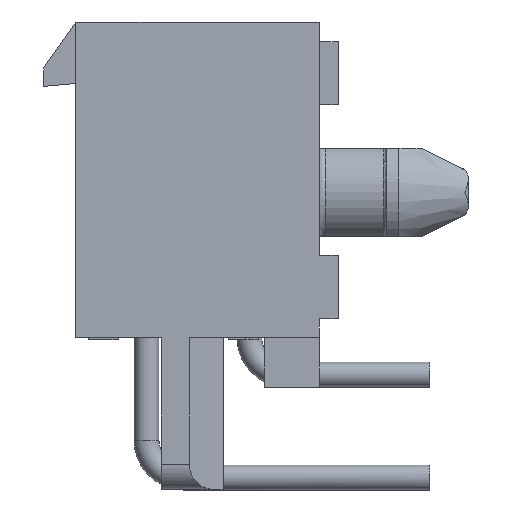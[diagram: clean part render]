
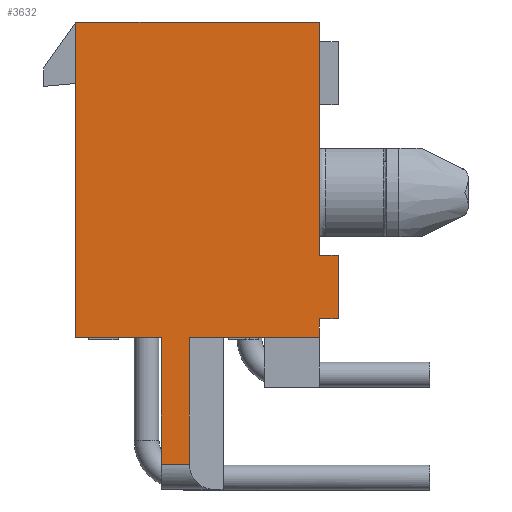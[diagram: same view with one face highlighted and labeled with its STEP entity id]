
A CAD part, left-side view. The second image highlights one B-rep face of the part: STEP entity #3632.
In plain terms, the highlighted planar face has unit normal (-1, 0, 0).
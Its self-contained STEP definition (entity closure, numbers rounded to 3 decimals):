
#150=DIRECTION('',(0.,1.,0.));
#151=VECTOR('',#150,9.804);
#152=CARTESIAN_POINT('',(-6.998,-4.902,0.));
#153=LINE('',#152,#151);
#302=DIRECTION('',(0.,0.,-1.));
#303=VECTOR('',#302,12.7);
#304=CARTESIAN_POINT('',(-6.998,4.902,0.));
#305=LINE('',#304,#303);
#368=DIRECTION('',(0.,1.,0.));
#369=VECTOR('',#368,1.13);
#370=CARTESIAN_POINT('',(-6.998,0.33,-17.805));
#371=LINE('',#370,#369);
#372=DIRECTION('',(0.,0.,1.));
#373=VECTOR('',#372,5.105);
#374=CARTESIAN_POINT('',(-6.998,1.461,-17.805));
#375=LINE('',#374,#373);
#376=DIRECTION('',(0.,-1.,0.));
#377=VECTOR('',#376,3.442);
#378=CARTESIAN_POINT('',(-6.998,4.902,-12.7));
#379=LINE('',#378,#377);
#380=DIRECTION('',(0.,0.,-1.));
#381=VECTOR('',#380,9.398);
#382=CARTESIAN_POINT('',(-6.998,-4.902,0.));
#383=LINE('',#382,#381);
#384=DIRECTION('',(0.,-1.,0.));
#385=VECTOR('',#384,0.762);
#386=CARTESIAN_POINT('',(-6.998,-4.902,-9.398));
#387=LINE('',#386,#385);
#388=DIRECTION('',(0.,0.,-1.));
#389=VECTOR('',#388,0.762);
#390=CARTESIAN_POINT('',(-6.998,-4.902,-11.938));
#391=LINE('',#390,#389);
#392=DIRECTION('',(0.,0.,1.));
#393=VECTOR('',#392,5.105);
#394=CARTESIAN_POINT('',(-6.998,0.33,-17.805));
#395=LINE('',#394,#393);
#741=DIRECTION('',(0.,-1.,0.));
#742=VECTOR('',#741,5.232);
#743=CARTESIAN_POINT('',(-6.998,0.33,-12.7));
#744=LINE('',#743,#742);
#1029=DIRECTION('',(0.,0.,-1.));
#1030=VECTOR('',#1029,2.54);
#1031=CARTESIAN_POINT('',(-6.998,-5.664,-9.398));
#1032=LINE('',#1031,#1030);
#1089=DIRECTION('',(0.,-1.,0.));
#1090=VECTOR('',#1089,0.762);
#1091=CARTESIAN_POINT('',(-6.998,-4.902,-11.938));
#1092=LINE('',#1091,#1090);
#2834=CARTESIAN_POINT('',(-6.998,-4.902,0.));
#2836=VERTEX_POINT('',#2834);
#2837=CARTESIAN_POINT('',(-6.998,4.902,0.));
#2838=VERTEX_POINT('',#2837);
#2857=CARTESIAN_POINT('',(-6.998,4.902,-12.7));
#2858=CARTESIAN_POINT('',(-6.998,1.461,-12.7));
#2859=VERTEX_POINT('',#2857);
#2860=VERTEX_POINT('',#2858);
#2886=CARTESIAN_POINT('',(-6.998,-4.902,-12.7));
#2888=VERTEX_POINT('',#2886);
#2893=CARTESIAN_POINT('',(-6.998,-5.664,-11.938));
#2895=VERTEX_POINT('',#2893);
#2899=CARTESIAN_POINT('',(-6.998,-5.664,-9.398));
#2900=VERTEX_POINT('',#2899);
#2909=CARTESIAN_POINT('',(-6.998,-4.902,-11.938));
#2911=VERTEX_POINT('',#2909);
#2915=CARTESIAN_POINT('',(-6.998,-4.902,-9.398));
#2916=VERTEX_POINT('',#2915);
#3252=CARTESIAN_POINT('',(-6.998,1.461,-17.805));
#3254=VERTEX_POINT('',#3252);
#3255=CARTESIAN_POINT('',(-6.998,0.33,-17.805));
#3256=VERTEX_POINT('',#3255);
#3275=CARTESIAN_POINT('',(-6.998,0.33,-12.7));
#3276=VERTEX_POINT('',#3275);
#3604=CARTESIAN_POINT('',(-6.998,-4.902,0.));
#3605=DIRECTION('',(-1.,0.,0.));
#3606=DIRECTION('',(0.,1.,0.));
#3607=AXIS2_PLACEMENT_3D('',#3604,#3605,#3606);
#3608=PLANE('',#3607);
#3610=ORIENTED_EDGE('',*,*,#3609,.T.);
#3612=ORIENTED_EDGE('',*,*,#3611,.T.);
#3613=ORIENTED_EDGE('',*,*,#3560,.F.);
#3614=ORIENTED_EDGE('',*,*,#3550,.F.);
#3615=ORIENTED_EDGE('',*,*,#3429,.F.);
#3617=ORIENTED_EDGE('',*,*,#3616,.T.);
#3619=ORIENTED_EDGE('',*,*,#3618,.T.);
#3621=ORIENTED_EDGE('',*,*,#3620,.T.);
#3623=ORIENTED_EDGE('',*,*,#3622,.F.);
#3625=ORIENTED_EDGE('',*,*,#3624,.T.);
#3627=ORIENTED_EDGE('',*,*,#3626,.F.);
#3629=ORIENTED_EDGE('',*,*,#3628,.F.);
#3630=EDGE_LOOP('',(#3610,#3612,#3613,#3614,#3615,#3617,#3619,#3621,#3623,#3625,
#3627,#3629));
#3631=FACE_OUTER_BOUND('',#3630,.F.);
#3429=EDGE_CURVE('',#2836,#2838,#153,.T.);
#3550=EDGE_CURVE('',#2838,#2859,#305,.T.);
#3560=EDGE_CURVE('',#2859,#2860,#379,.T.);
#3609=EDGE_CURVE('',#3256,#3254,#371,.T.);
#3611=EDGE_CURVE('',#3254,#2860,#375,.T.);
#3616=EDGE_CURVE('',#2836,#2916,#383,.T.);
#3618=EDGE_CURVE('',#2916,#2900,#387,.T.);
#3620=EDGE_CURVE('',#2900,#2895,#1032,.T.);
#3622=EDGE_CURVE('',#2911,#2895,#1092,.T.);
#3624=EDGE_CURVE('',#2911,#2888,#391,.T.);
#3626=EDGE_CURVE('',#3276,#2888,#744,.T.);
#3628=EDGE_CURVE('',#3256,#3276,#395,.T.);
#3632=ADVANCED_FACE('',(#3631),#3608,.T.);
